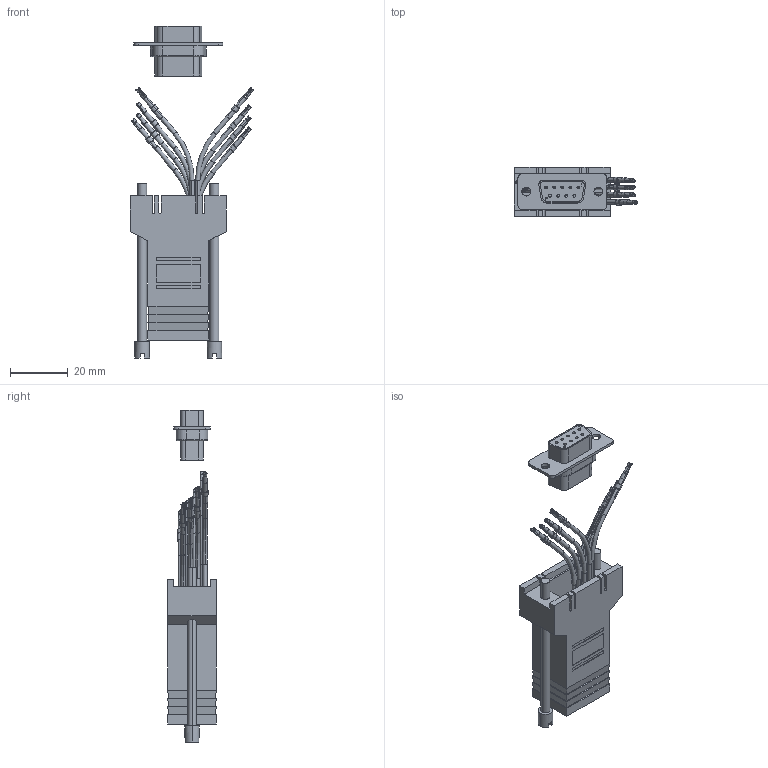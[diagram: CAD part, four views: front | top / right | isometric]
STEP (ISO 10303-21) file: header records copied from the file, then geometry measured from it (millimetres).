
FILE_DESCRIPTION (( 'STEP AP203' ), '1' );
FILE_NAME ('RS9EMI8F.STEP', '2006-06-23T20:14:24', ( 'lcom' ), ( 'lcom' ), 'SwSTEP 2.0', 'SolidWorks 2006004', '' );
FILE_SCHEMA (( 'CONFIG_CONTROL_DESIGN' ));
Length unit declared in the file: inch
Products named in the file (13): wire4; wire; wire5; RS9EMI8_JACKSCREW; RS9EMI8F; wire6; wire2; wire7; wire8; wire3; C&P9F; C&P F; RS9EMI8
Assembly tree (20 placements, depth 2):
  RS9EMI8F
    wire3
    wire
    C&P F  x8
    RS9EMI8_JACKSCREW  x2
    RS9EMI8
    wire8
    wire2
    wire7
    C&P9F
    wire5
    wire6
    wire4
Bounding box: 42.78 x 16.92 x 115.1 mm (x, y, z)
Volume: 15578.4 mm3; surface area: 15251.6 mm2
Topology: 20 solids, 20 shells, 1053 faces, 2540 edges, 1580 vertices
Faces by surface type: plane 350, cylinder 292, bspline 249, torus 130, cone 32
Entity records: 21229 total; most frequent: CARTESIAN_POINT 7464, DIRECTION 2538, ORIENTED_EDGE 2498, EDGE_CURVE 1249, AXIS2_PLACEMENT_3D 906, VERTEX_POINT 808, LINE 726, VECTOR 726
